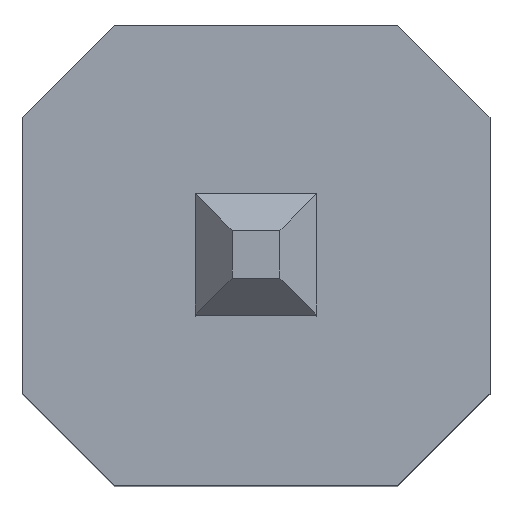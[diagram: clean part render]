
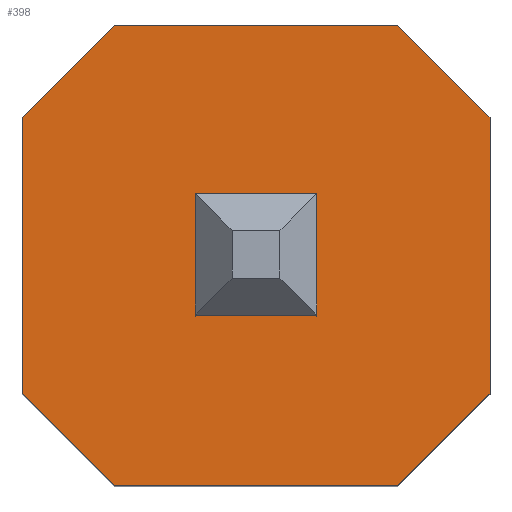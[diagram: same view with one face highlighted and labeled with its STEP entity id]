
A CAD part, top view. The second image highlights one B-rep face of the part: STEP entity #398.
In plain terms, the highlighted planar face has unit normal (0, 0, 1).
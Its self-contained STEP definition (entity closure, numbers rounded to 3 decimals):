
#34=FACE_OUTER_BOUND('',#58,.T.);
#58=EDGE_LOOP('',(#276,#277,#278,#279,#280,#281,#282,#283));
#80=LINE('',#592,#132);
#84=LINE('',#600,#136);
#87=LINE('',#606,#139);
#88=LINE('',#608,#140);
#89=LINE('',#610,#141);
#90=LINE('',#612,#142);
#91=LINE('',#614,#143);
#92=LINE('',#615,#144);
#132=VECTOR('',#481,10.);
#136=VECTOR('',#487,10.);
#139=VECTOR('',#492,10.);
#140=VECTOR('',#493,10.);
#141=VECTOR('',#494,10.);
#142=VECTOR('',#495,10.);
#143=VECTOR('',#496,10.);
#144=VECTOR('',#497,10.);
#184=VERTEX_POINT('',#590);
#185=VERTEX_POINT('',#591);
#188=VERTEX_POINT('',#599);
#190=VERTEX_POINT('',#605);
#191=VERTEX_POINT('',#607);
#192=VERTEX_POINT('',#609);
#193=VERTEX_POINT('',#611);
#194=VERTEX_POINT('',#613);
#216=EDGE_CURVE('',#184,#185,#80,.T.);
#220=EDGE_CURVE('',#188,#185,#84,.T.);
#223=EDGE_CURVE('',#184,#190,#87,.T.);
#224=EDGE_CURVE('',#191,#190,#88,.T.);
#225=EDGE_CURVE('',#191,#192,#89,.T.);
#226=EDGE_CURVE('',#193,#192,#90,.T.);
#227=EDGE_CURVE('',#193,#194,#91,.T.);
#228=EDGE_CURVE('',#188,#194,#92,.T.);
#276=ORIENTED_EDGE('',*,*,#216,.F.);
#277=ORIENTED_EDGE('',*,*,#223,.T.);
#278=ORIENTED_EDGE('',*,*,#224,.F.);
#279=ORIENTED_EDGE('',*,*,#225,.T.);
#280=ORIENTED_EDGE('',*,*,#226,.F.);
#281=ORIENTED_EDGE('',*,*,#227,.T.);
#282=ORIENTED_EDGE('',*,*,#228,.F.);
#283=ORIENTED_EDGE('',*,*,#220,.T.);
#374=PLANE('',#449);
#398=ADVANCED_FACE('',(#34),#374,.T.);
#449=AXIS2_PLACEMENT_3D('',#604,#490,#491);
#481=DIRECTION('',(0.707,0.707,0.));
#487=DIRECTION('',(-1.,0.,0.));
#490=DIRECTION('center_axis',(0.,0.,1.));
#491=DIRECTION('ref_axis',(1.,0.,0.));
#492=DIRECTION('',(0.,-1.,0.));
#493=DIRECTION('',(-0.707,0.707,0.));
#494=DIRECTION('',(1.,0.,0.));
#495=DIRECTION('',(-0.707,-0.707,0.));
#496=DIRECTION('',(0.,1.,0.));
#497=DIRECTION('',(0.707,-0.707,0.));
#590=CARTESIAN_POINT('',(-1.27,0.75,2.5));
#591=CARTESIAN_POINT('',(-0.77,1.25,2.5));
#592=CARTESIAN_POINT('',(-1.015,1.005,2.5));
#599=CARTESIAN_POINT('',(0.77,1.25,2.5));
#600=CARTESIAN_POINT('',(1.27,1.25,2.5));
#604=CARTESIAN_POINT('Origin',(0.,0.,
2.5));
#605=CARTESIAN_POINT('',(-1.27,-0.75,2.5));
#606=CARTESIAN_POINT('',(-1.27,1.25,2.5));
#607=CARTESIAN_POINT('',(-0.77,-1.25,2.5));
#608=CARTESIAN_POINT('',(-1.015,-1.005,2.5));
#609=CARTESIAN_POINT('',(0.77,-1.25,2.5));
#610=CARTESIAN_POINT('',(-1.27,-1.25,2.5));
#611=CARTESIAN_POINT('',(1.27,-0.75,2.5));
#612=CARTESIAN_POINT('',(1.015,-1.005,2.5));
#613=CARTESIAN_POINT('',(1.27,0.75,2.5));
#614=CARTESIAN_POINT('',(1.27,-1.25,2.5));
#615=CARTESIAN_POINT('',(1.015,1.005,2.5));
